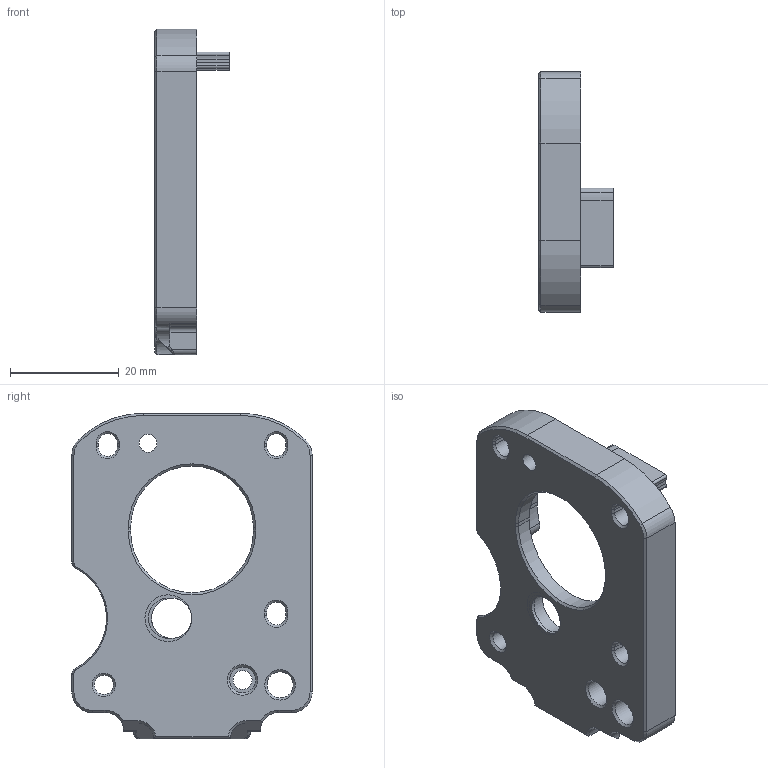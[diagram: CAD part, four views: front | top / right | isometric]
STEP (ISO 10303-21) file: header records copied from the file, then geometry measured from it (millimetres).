
FILE_DESCRIPTION(('FreeCAD Model'),'2;1');
FILE_NAME('Open CASCADE Shape Model','2022-02-03T08:51:57',(''),(''), 'Open CASCADE STEP processor 7.3','FreeCAD','Unknown');
FILE_SCHEMA(('AUTOMOTIVE_DESIGN { 1 0 10303 214 1 1 1 1 }'));
Length unit declared in the file: millimetre
Products named in the file (2): Part; ExtruedrMotorPlate
Assembly tree (1 placements, depth 2):
  Part
    ExtruedrMotorPlate
Bounding box: 13.7 x 44.2 x 59.85 mm (x, y, z)
Volume: 11465.7 mm3; surface area: 6799.6 mm2
Topology: 1 solids, 1 shells, 162 faces, 430 edges, 272 vertices
Faces by surface type: cylinder 64, plane 62, cone 23, bspline 10, torus 2, sphere 1
Full cylindrical faces by diameter (mm): 3.3 x1, 3.5 x2, 4.8 x3, 7.4 x1, 8.2 x1
Entity records: 12230 total; most frequent: CARTESIAN_POINT 3773, DIRECTION 1579, ORIENTED_EDGE 860, PCURVE 860, DEFINITIONAL_REPRESENTATION 860, LINE 834, VECTOR 834, EDGE_CURVE 430
